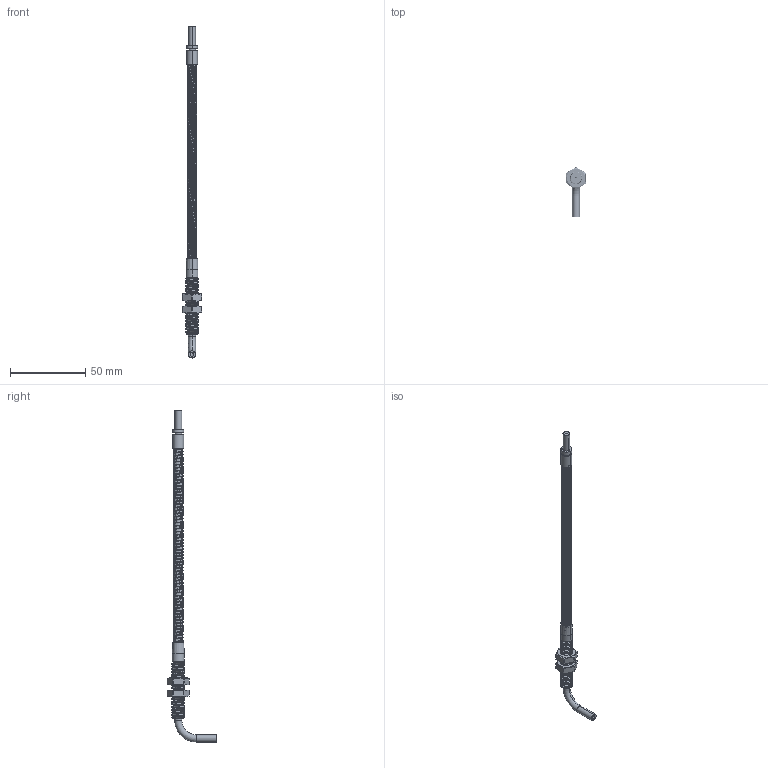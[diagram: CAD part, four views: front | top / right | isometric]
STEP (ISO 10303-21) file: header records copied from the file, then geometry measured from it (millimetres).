
FILE_DESCRIPTION((''),'2;1');
FILE_NAME('161909_ASM','2016-03-01T',('pdmadmin'),(''),'PRO/ENGINEER BY PARAMETRIC TECHNOLOGY CORPORATION, 2013230','PRO/ENGINEER BY PARAMETRIC TECHNOLOGY CORPORATION, 2013230','');
FILE_SCHEMA(('CONFIG_CONTROL_DESIGN'));
Length unit declared in the file: inch
Products named in the file (7): COLLAR_-50_X_-31; SS_TUBING_25; TERMINUS_-29; GFF_5-16X24_1-5_BRASS_INST; 39427; PROBE_90DEG_X_1-1_X-8_X-187DIA; 161909_ASM
Assembly tree (8 placements, depth 2):
  161909_ASM
    COLLAR_-50_X_-31
    SS_TUBING_25  x2
    TERMINUS_-29
    GFF_5-16X24_1-5_BRASS_INST
    39427  x2
    PROBE_90DEG_X_1-1_X-8_X-187DIA
Bounding box: 12.74 x 32.79 x 221.28 mm (x, y, z)
Volume: 4307.3 mm3; surface area: 15904.8 mm2
Topology: 8 solids, 8 shells, 443 faces, 1017 edges, 593 vertices
Faces by surface type: bspline 236, cylinder 116, cone 54, plane 33, torus 4
Entity records: 42295 total; most frequent: CARTESIAN_POINT 36323, ORIENTED_EDGE 1388, DIRECTION 852, EDGE_CURVE 694, VERTEX_POINT 415, B_SPLINE_CURVE_WITH_KNOTS 314, EDGE_LOOP 307, FACE_OUTER_BOUND 294
